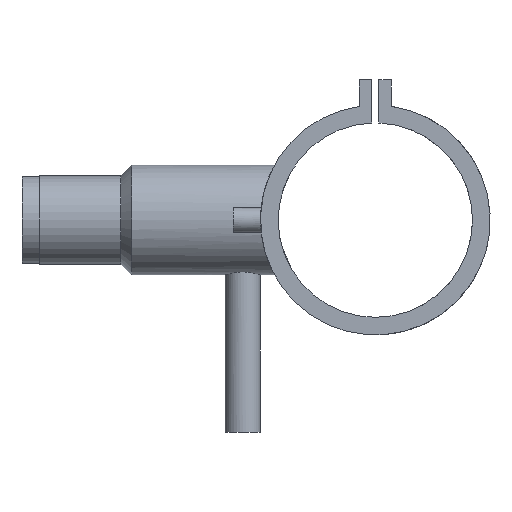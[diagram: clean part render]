
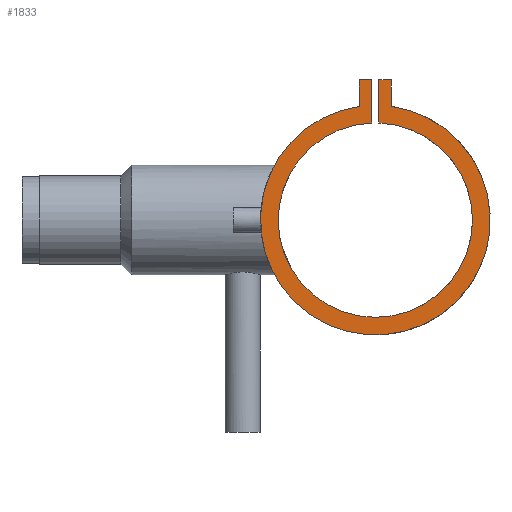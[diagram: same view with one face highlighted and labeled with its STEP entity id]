
A CAD part, left-side view. The second image highlights one B-rep face of the part: STEP entity #1833.
In plain terms, the highlighted planar face has unit normal (-1, 0, 0).
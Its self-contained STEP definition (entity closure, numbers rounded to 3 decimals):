
#6 = CARTESIAN_POINT ( 'NONE',  ( -69., 0., 0. ) ) ;
#12 = EDGE_CURVE ( 'NONE', #819, #2327, #2161, .T. ) ;
#112 = CARTESIAN_POINT ( 'NONE',  ( -69., -2., 79.374 ) ) ;
#130 = CARTESIAN_POINT ( 'NONE',  ( -69., -2., 54.964 ) ) ;
#148 = VECTOR ( 'NONE', #859, 1000. ) ;
#172 = DIRECTION ( 'NONE',  ( 1., 0., 0. ) ) ;
#193 = DIRECTION ( 'NONE',  ( 0., -1., 0. ) ) ;
#234 = CARTESIAN_POINT ( 'NONE',  ( -69., 9., 79.374 ) ) ;
#249 = CARTESIAN_POINT ( 'NONE',  ( -69., 2., 79.374 ) ) ;
#271 = EDGE_LOOP ( 'NONE', ( #1553, #488, #2081, #916, #1397, #2122, #947, #357 ) ) ;
#285 = CARTESIAN_POINT ( 'NONE',  ( -69., -9., 79.374 ) ) ;
#300 = DIRECTION ( 'NONE',  ( -1., 0., 0. ) ) ;
#312 = CIRCLE ( 'NONE', #1681, 55. ) ;
#341 = VECTOR ( 'NONE', #993, 1000. ) ;
#357 = ORIENTED_EDGE ( 'NONE', *, *, #2089, .F. ) ;
#368 = LINE ( 'NONE', #1118, #1574 ) ;
#488 = ORIENTED_EDGE ( 'NONE', *, *, #871, .F. ) ;
#540 = AXIS2_PLACEMENT_3D ( 'NONE', #6, #761, #1518 ) ;
#590 = VERTEX_POINT ( 'NONE', #234 ) ;
#646 = EDGE_CURVE ( 'NONE', #2112, #2137, #1943, .T. ) ;
#746 = CARTESIAN_POINT ( 'NONE',  ( -69., 2., 54.964 ) ) ;
#754 = AXIS2_PLACEMENT_3D ( 'NONE', #1867, #172, #918 ) ;
#761 = DIRECTION ( 'NONE',  ( 1., 0., 0. ) ) ;
#819 = VERTEX_POINT ( 'NONE', #1967 ) ;
#859 = DIRECTION ( 'NONE',  ( 0., 0., 1. ) ) ;
#871 = EDGE_CURVE ( 'NONE', #1560, #819, #1981, .T. ) ;
#916 = ORIENTED_EDGE ( 'NONE', *, *, #1136, .F. ) ;
#918 = DIRECTION ( 'NONE',  ( 0., 0., -1. ) ) ;
#934 = LINE ( 'NONE', #1693, #2436 ) ;
#941 = FACE_OUTER_BOUND ( 'NONE', #271, .T. ) ;
#947 = ORIENTED_EDGE ( 'NONE', *, *, #1819, .F. ) ;
#993 = DIRECTION ( 'NONE',  ( 0., 0., -1. ) ) ;
#1030 = DIRECTION ( 'NONE',  ( 0., 0., -1. ) ) ;
#1047 = DIRECTION ( 'NONE',  ( 0., 0., -1. ) ) ;
#1118 = CARTESIAN_POINT ( 'NONE',  ( -69., 9., 79.374 ) ) ;
#1128 = LINE ( 'NONE', #1890, #1621 ) ;
#1136 = EDGE_CURVE ( 'NONE', #1510, #2159, #1802, .T. ) ;
#1352 = VECTOR ( 'NONE', #1030, 1000. ) ;
#1397 = ORIENTED_EDGE ( 'NONE', *, *, #2016, .F. ) ;
#1510 = VERTEX_POINT ( 'NONE', #130 ) ;
#1518 = DIRECTION ( 'NONE',  ( 0., 0., -1. ) ) ;
#1553 = ORIENTED_EDGE ( 'NONE', *, *, #12, .F. ) ;
#1560 = VERTEX_POINT ( 'NONE', #1839 ) ;
#1574 = VECTOR ( 'NONE', #1881, 1000. ) ;
#1621 = VECTOR ( 'NONE', #193, 1000. ) ;
#1681 = AXIS2_PLACEMENT_3D ( 'NONE', #1997, #300, #1047 ) ;
#1693 = CARTESIAN_POINT ( 'NONE',  ( -69., -2., 79.374 ) ) ;
#1700 = PLANE ( 'NONE',  #540 ) ;
#1701 = CARTESIAN_POINT ( 'NONE',  ( -69., -2., 79.374 ) ) ;
#1802 = LINE ( 'NONE', #112, #148 ) ;
#1819 = EDGE_CURVE ( 'NONE', #590, #2112, #1128, .T. ) ;
#1833 = ADVANCED_FACE ( 'NONE', ( #941 ), #1700, .F. ) ;
#1839 = CARTESIAN_POINT ( 'NONE',  ( -69., -9., 79.374 ) ) ;
#1867 = CARTESIAN_POINT ( 'NONE',  ( -69., 0., 0. ) ) ;
#1881 = DIRECTION ( 'NONE',  ( 0., 0., 1. ) ) ;
#1890 = CARTESIAN_POINT ( 'NONE',  ( -69., 9., 79.374 ) ) ;
#1943 = LINE ( 'NONE', #249, #341 ) ;
#1965 = EDGE_CURVE ( 'NONE', #2159, #1560, #934, .T. ) ;
#1967 = CARTESIAN_POINT ( 'NONE',  ( -69., -9., 64.374 ) ) ;
#1981 = LINE ( 'NONE', #285, #1352 ) ;
#1997 = CARTESIAN_POINT ( 'NONE',  ( -69., 0., 0. ) ) ;
#2016 = EDGE_CURVE ( 'NONE', #2137, #1510, #312, .T. ) ;
#2081 = ORIENTED_EDGE ( 'NONE', *, *, #1965, .F. ) ;
#2089 = EDGE_CURVE ( 'NONE', #2327, #590, #368, .T. ) ;
#2112 = VERTEX_POINT ( 'NONE', #2449 ) ;
#2122 = ORIENTED_EDGE ( 'NONE', *, *, #646, .F. ) ;
#2137 = VERTEX_POINT ( 'NONE', #746 ) ;
#2159 = VERTEX_POINT ( 'NONE', #1701 ) ;
#2161 = CIRCLE ( 'NONE', #754, 65. ) ;
#2327 = VERTEX_POINT ( 'NONE', #2447 ) ;
#2436 = VECTOR ( 'NONE', #2451, 1000. ) ;
#2447 = CARTESIAN_POINT ( 'NONE',  ( -69., 9., 64.374 ) ) ;
#2449 = CARTESIAN_POINT ( 'NONE',  ( -69., 2., 79.374 ) ) ;
#2451 = DIRECTION ( 'NONE',  ( 0., -1., 0. ) ) ;
